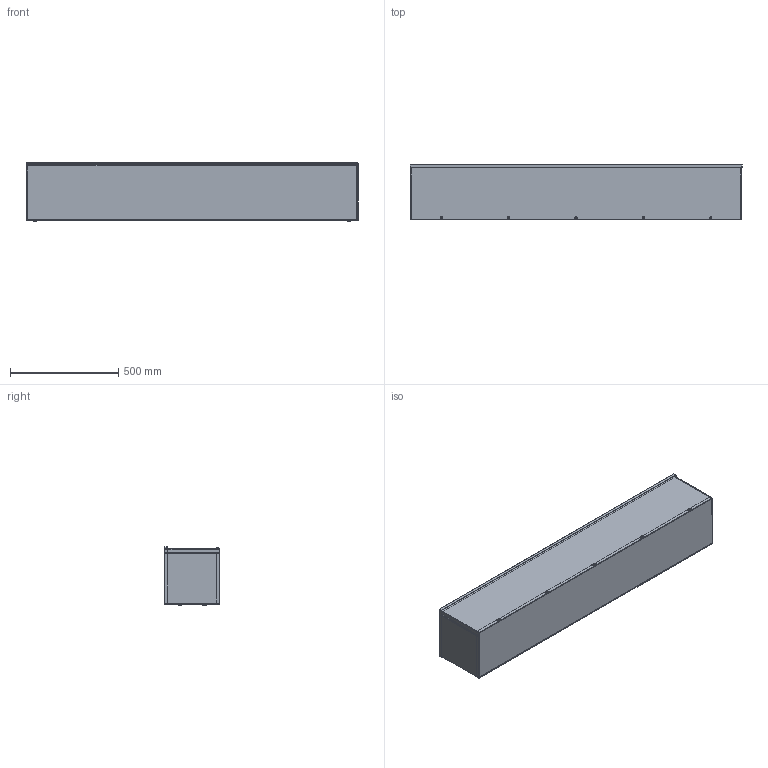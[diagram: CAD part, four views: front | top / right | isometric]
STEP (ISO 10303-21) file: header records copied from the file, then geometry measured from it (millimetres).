
FILE_DESCRIPTION(/* description */ ('RSCG, NK, NEMA 3R, CS, BLR, 10X10X60'),/* implementation_level */ '2;1');
FILE_NAME(/* name */ 'RSCG101060NK.stp',/* time_stamp */ '2015-07-02T15:38:34+05:00',/* author */ ('vdas'),/* organization */ (''),/* preprocessor_version */ 'ST-DEVELOPER v15.2',/* originating_system */ 'Autodesk Inventor 2014',/* authorisation */ '');
FILE_SCHEMA (('AUTOMOTIVE_DESIGN { 1 0 10303 214 3 1 1 }'));
Length unit declared in the file: inch
Products named in the file (8): RSCG101060NKBLR; RSCG1060NKBTM; RSCG1060NKCAP; RSCG60NKSTRAP-14GA; RSCG1060NKLID; 31813; HFW372196; RSCG101060NK
Bounding box: 1533.53 x 257.47 x 268 mm (x, y, z)
Volume: 3520786.7 mm3; surface area: 3786658.3 mm2
Topology: 15 solids, 15 shells, 737 faces, 1972 edges, 1293 vertices
Faces by surface type: plane 336, cylinder 240, cone 78, torus 46, bspline 37
Full cylindrical faces by diameter (mm): 3.68 x10, 4.826 x80, 6.35 x7, 7.144 x4, 7.925 x5, 10.516 x5
Entity records: 16605 total; most frequent: CARTESIAN_POINT 6112, ORIENTED_EDGE 2046, DIRECTION 2035, EDGE_CURVE 1023, AXIS2_PLACEMENT_3D 751, VERTEX_POINT 661, LINE 533, VECTOR 533
